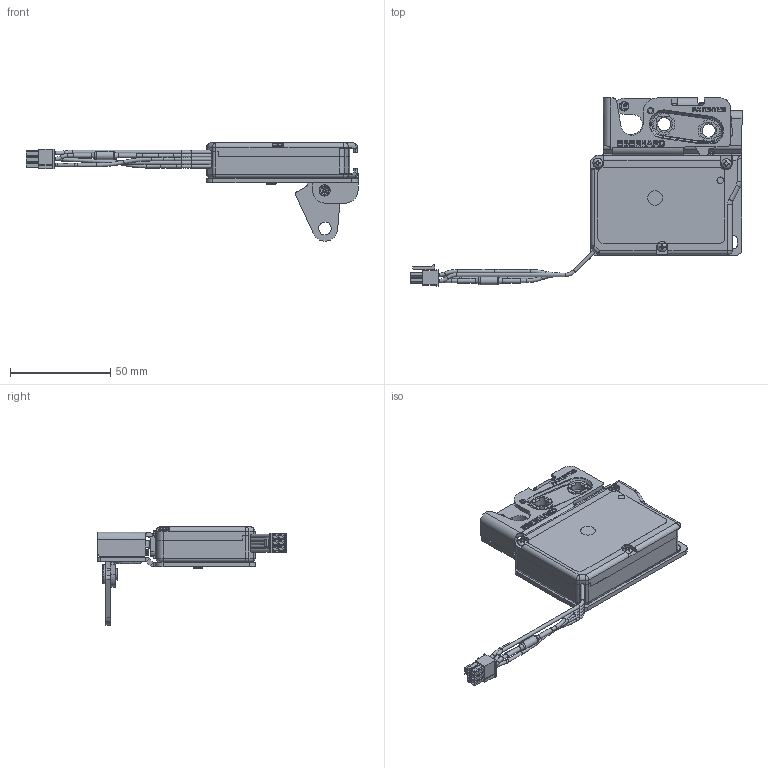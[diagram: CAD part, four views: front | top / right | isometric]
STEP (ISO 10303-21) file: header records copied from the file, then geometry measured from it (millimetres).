
FILE_DESCRIPTION(/* description */ ('ELECTRONIC MINI-ROTARY, TWO STAGE ASSEMBLY, NON THREADED SPACERS, LIGHT TORSION SPRING & 5.6V ZENER DIODE'),/* implementation_level */ '2;1');
FILE_NAME(/* name */ 'CM1-16240-NTAR.stp',/* time_stamp */ '2023-11-21T11:10:35-05:00',/* author */ ('dtinay'),/* organization */ ('Eberhard Manufacturing Company'),/* preprocessor_version */ 'ST-DEVELOPER v20',/* originating_system */ 'Autodesk Inventor 2024',/* authorisation */ '');
FILE_SCHEMA (('AUTOMOTIVE_DESIGN { 1 0 10303 214 3 1 1 }'));
Products named in the file (33): CM1-16240-NTAR; 16240-NT50AR; 16240-NT2R; 7901-7; 240-SS9A; 2-7901-4; 1-240-5; 16240-NT1R; 240-6; 240-14; CM1-16240-59; CM1-16240-59 Bottom Housing; CM1-16240-59 Top Housing; 16240-59 Motor; 16240-59 E-Switch MS0850500F080S1A; 16240-59 Screw; 16240-59 Gear 1; 16240-59 Front Motor Washer; 16240-59 Back Motor Washer; CM1-16240-59 Button; CM1-16240-59 Button Spring; CM1-16240-59 Gear 2-3; CM1-16240-59 Gear 2-3 Shaft; CM1-16240-59 Gear 4-5; CM1-16240-59 Gear 4-5 Shaft; CM1-16240-59 Rack Spring; CM1-16240-59 Rack; CM1-16240-59 Wires & 430250600; CM1-16240-59 Wires; 430250600 CONNECTOR; CM1-16240-59 DATA STICKER; 16240-14; 1-16720-20
Assembly tree (35 placements, depth 4):
  CM1-16240-NTAR
    16240-NT50AR
      16240-NT2R
      7901-7  x2
      240-SS9A
      2-7901-4
      1-240-5
      16240-NT1R
      240-6
      240-14
    CM1-16240-59
      CM1-16240-59 Bottom Housing
      CM1-16240-59 Top Housing
      16240-59 Motor
      16240-59 E-Switch MS0850500F080S1A
      16240-59 Screw  x3
      16240-59 Gear 1
      16240-59 Front Motor Washer
      16240-59 Back Motor Washer
      CM1-16240-59 Button
      CM1-16240-59 Button Spring
      CM1-16240-59 Gear 2-3
      CM1-16240-59 Gear 2-3 Shaft
      CM1-16240-59 Gear 4-5
      CM1-16240-59 Gear 4-5 Shaft
      CM1-16240-59 Rack Spring
      CM1-16240-59 Rack
      CM1-16240-59 Wires & 430250600
        CM1-16240-59 Wires
        430250600 CONNECTOR
      CM1-16240-59 DATA STICKER
    16240-14
    1-16720-20
Bounding box: 165.89 x 94.06 x 49.15 mm (x, y, z)
Volume: 63143.2 mm3; surface area: 75589.6 mm2
Topology: 34 solids, 37 shells, 4165 faces, 11518 edges, 7605 vertices
Faces by surface type: plane 2403, cylinder 761, bspline 675, cone 183, torus 122, sphere 21
Full cylindrical faces by diameter (mm): 0.838 x4, 1.6 x3, 1.699 x30, 1.778 x40, 1.8 x1, 1.956 x2, 2 x2, 2.051 x1, 2.272 x12, 2.286 x6, 2.337 x1, 2.37 x2, 2.388 x1, 2.4 x1, 2.413 x1, 2.438 x4, 2.5 x1, 2.642 x3, 2.845 x12, 3.124 x3, 3.175 x3, 3.302 x2, 3.556 x1, 3.658 x3, 3.81 x1, 4.064 x1, 4.318 x2, 4.826 x4, 4.902 x3, 4.953 x1
Entity records: 151041 total; most frequent: CARTESIAN_POINT 50229, ORIENTED_EDGE 21796, DIRECTION 18140, EDGE_CURVE 10898, VERTEX_POINT 7166, LINE 6782, VECTOR 6782, AXIS2_PLACEMENT_3D 5679
